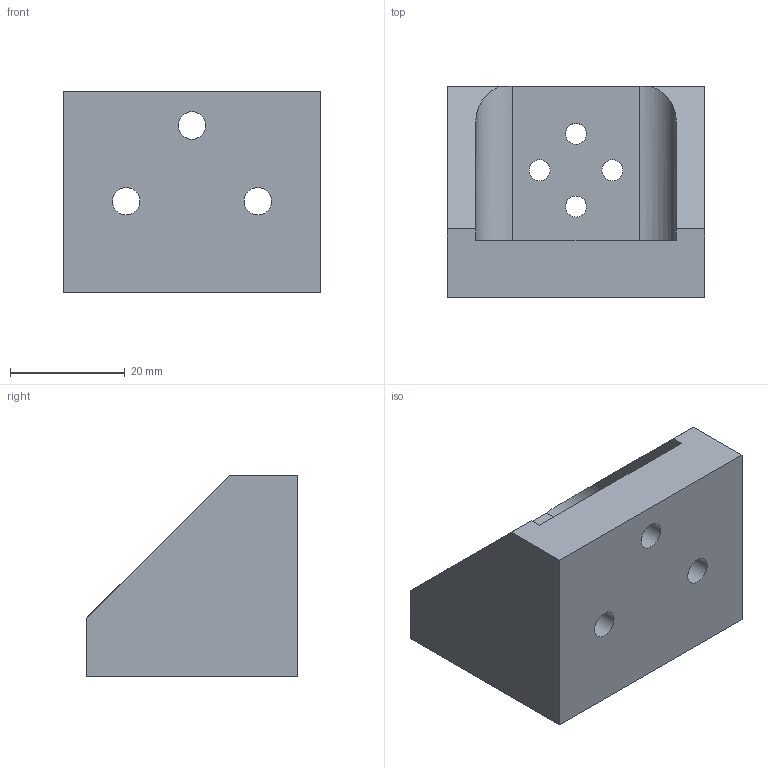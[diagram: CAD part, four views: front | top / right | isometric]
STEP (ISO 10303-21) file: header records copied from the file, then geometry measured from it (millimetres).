
FILE_DESCRIPTION(/* description */ (''),/* implementation_level */ '2;1');
FILE_NAME(/* name */ '0517_MOUNT,COIL SMALL.stp',/* time_stamp */ '2020-05-25T17:11:42-07:00',/* author */ (''),/* organization */ (''),/* preprocessor_version */ 'ST-DEVELOPER v14',/* originating_system */ 'SIEMENS PLM Software NX 8.0',/* authorisation */ '');
FILE_SCHEMA (('AUTOMOTIVE_DESIGN { 1 0 10303 214 3 1 1 1 }'));
Length unit declared in the file: millimetre
Products named in the file (1): 0517_MOUNT,COIL SMALL
Bounding box: 45 x 37 x 35.23 mm (x, y, z)
Volume: 31173.9 mm3; surface area: 9647.6 mm2
Topology: 1 solids, 1 shells, 21 faces, 64 edges, 45 vertices
Faces by surface type: plane 12, cylinder 9
Full cylindrical faces by diameter (mm): 3.658 x4, 4.8 x3
Entity records: 688 total; most frequent: DIRECTION 114, CARTESIAN_POINT 110, ORIENTED_EDGE 100, EDGE_CURVE 50, EDGE_LOOP 42, AXIS2_PLACEMENT_3D 42, VERTEX_POINT 38, FACE_BOUND 32
